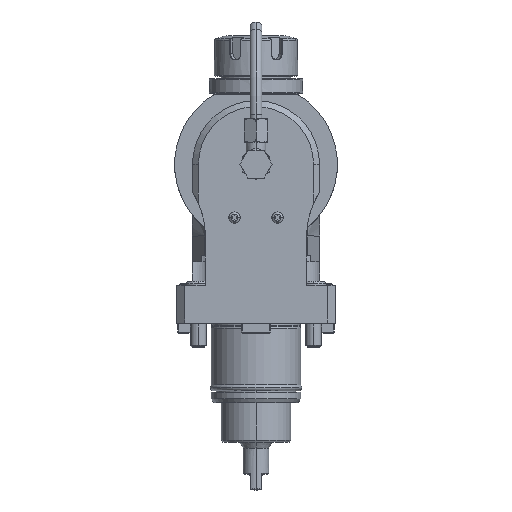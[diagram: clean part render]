
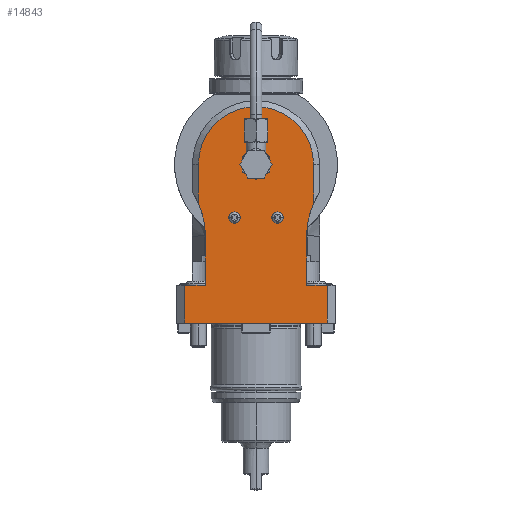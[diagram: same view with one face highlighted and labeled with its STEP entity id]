
A CAD part, top view. The second image highlights one B-rep face of the part: STEP entity #14843.
In plain terms, the highlighted planar face has unit normal (0, 0, 1).
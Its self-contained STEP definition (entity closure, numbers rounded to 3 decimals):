
#91=DIRECTION('',(-1.,0.,0.));
#92=VECTOR('',#91,72.);
#93=CARTESIAN_POINT('',(36.,-80.,40.));
#94=LINE('',#93,#92);
#374=DIRECTION('',(-1.,0.,0.));
#375=VECTOR('',#374,10.5);
#376=CARTESIAN_POINT('',(-25.5,-61.,40.));
#377=LINE('',#376,#375);
#799=DIRECTION('',(0.,1.,0.));
#800=VECTOR('',#799,19.);
#801=CARTESIAN_POINT('',(-36.,-80.,40.));
#802=LINE('',#801,#800);
#803=DIRECTION('',(0.,1.,0.));
#804=VECTOR('',#803,25.);
#805=CARTESIAN_POINT('',(-25.5,-61.,40.));
#806=LINE('',#805,#804);
#807=CARTESIAN_POINT('',(-65.5,-36.,40.));
#808=DIRECTION('',(0.,0.,1.));
#809=DIRECTION('',(1.,0.,0.));
#810=AXIS2_PLACEMENT_3D('',#807,#808,#809);
#812=CARTESIAN_POINT('',(0.,0.,40.));
#813=DIRECTION('',(0.,0.,1.));
#814=DIRECTION('',(1.,0.,0.));
#815=AXIS2_PLACEMENT_3D('',#812,#813,#814);
#817=CARTESIAN_POINT('',(65.5,-36.,40.));
#818=DIRECTION('',(0.,0.,-1.));
#819=DIRECTION('',(-1.,0.,0.));
#820=AXIS2_PLACEMENT_3D('',#817,#818,#819);
#822=DIRECTION('',(0.,-1.,0.));
#823=VECTOR('',#822,25.);
#824=CARTESIAN_POINT('',(25.5,-36.,40.));
#825=LINE('',#824,#823);
#826=DIRECTION('',(0.,-1.,0.));
#827=VECTOR('',#826,19.);
#828=CARTESIAN_POINT('',(36.,-61.,40.));
#829=LINE('',#828,#827);
#830=CARTESIAN_POINT('',(0.,0.,40.));
#831=DIRECTION('',(0.,0.,1.));
#832=DIRECTION('',(1.,0.,0.));
#833=AXIS2_PLACEMENT_3D('',#830,#831,#832);
#835=CARTESIAN_POINT('',(0.,0.,40.));
#836=DIRECTION('',(0.,0.,1.));
#837=DIRECTION('',(-1.,0.,0.));
#838=AXIS2_PLACEMENT_3D('',#835,#836,#837);
#840=CARTESIAN_POINT('',(10.864,-26.888,40.));
#841=DIRECTION('',(0.,0.,1.));
#842=DIRECTION('',(-1.,0.,0.));
#843=AXIS2_PLACEMENT_3D('',#840,#841,#842);
#845=CARTESIAN_POINT('',(10.864,-26.888,40.));
#846=DIRECTION('',(0.,0.,1.));
#847=DIRECTION('',(1.,0.,0.));
#848=AXIS2_PLACEMENT_3D('',#845,#846,#847);
#850=CARTESIAN_POINT('',(-10.864,-26.888,40.));
#851=DIRECTION('',(0.,0.,1.));
#852=DIRECTION('',(-1.,0.,0.));
#853=AXIS2_PLACEMENT_3D('',#850,#851,#852);
#855=CARTESIAN_POINT('',(-10.864,-26.888,40.));
#856=DIRECTION('',(0.,0.,1.));
#857=DIRECTION('',(1.,0.,0.));
#858=AXIS2_PLACEMENT_3D('',#855,#856,#857);
#1367=DIRECTION('',(-1.,0.,0.));
#1368=VECTOR('',#1367,10.5);
#1369=CARTESIAN_POINT('',(36.,-61.,40.));
#1370=LINE('',#1369,#1368);
#1879=DIRECTION('',(0.,-1.,0.));
#1880=VECTOR('',#1879,19.637);
#1881=CARTESIAN_POINT('',(-29.,0.,40.));
#1882=LINE('',#1881,#1880);
#1891=DIRECTION('',(0.,1.,0.));
#1892=VECTOR('',#1891,19.637);
#1893=CARTESIAN_POINT('',(29.,-19.637,40.));
#1894=LINE('',#1893,#1892);
#12072=CARTESIAN_POINT('',(29.,0.,40.));
#12073=CARTESIAN_POINT('',(-29.,0.,40.));
#12074=VERTEX_POINT('',#12072);
#12075=VERTEX_POINT('',#12073);
#12418=CARTESIAN_POINT('',(-13.714,-26.888,40.));
#12419=CARTESIAN_POINT('',(-8.014,-26.888,40.));
#12420=VERTEX_POINT('',#12418);
#12421=VERTEX_POINT('',#12419);
#12454=CARTESIAN_POINT('',(8.014,-26.888,40.));
#12455=CARTESIAN_POINT('',(13.714,-26.888,40.));
#12456=VERTEX_POINT('',#12454);
#12457=VERTEX_POINT('',#12455);
#12852=CARTESIAN_POINT('',(6.5,0.,40.));
#12853=CARTESIAN_POINT('',(-6.5,0.,40.));
#12854=VERTEX_POINT('',#12852);
#12855=VERTEX_POINT('',#12853);
#13352=CARTESIAN_POINT('',(-36.,-80.,40.));
#13354=VERTEX_POINT('',#13352);
#13365=CARTESIAN_POINT('',(36.,-80.,40.));
#13367=VERTEX_POINT('',#13365);
#13368=CARTESIAN_POINT('',(-36.,-61.,40.));
#13370=VERTEX_POINT('',#13368);
#13381=CARTESIAN_POINT('',(36.,-61.,40.));
#13383=VERTEX_POINT('',#13381);
#13464=CARTESIAN_POINT('',(25.5,-36.,40.));
#13465=CARTESIAN_POINT('',(25.5,-61.,40.));
#13466=VERTEX_POINT('',#13464);
#13467=VERTEX_POINT('',#13465);
#13468=CARTESIAN_POINT('',(29.,-19.637,40.));
#13469=VERTEX_POINT('',#13468);
#13486=CARTESIAN_POINT('',(-25.5,-61.,40.));
#13487=CARTESIAN_POINT('',(-25.5,-36.,40.));
#13488=VERTEX_POINT('',#13486);
#13489=VERTEX_POINT('',#13487);
#13490=CARTESIAN_POINT('',(-29.,-19.637,40.));
#13491=VERTEX_POINT('',#13490);
#14797=CARTESIAN_POINT('',(0.,0.,40.));
#14798=DIRECTION('',(0.,0.,1.));
#14799=DIRECTION('',(1.,0.,0.));
#14800=AXIS2_PLACEMENT_3D('',#14797,#14798,#14799);
#14801=PLANE('',#14800);
#14803=ORIENTED_EDGE('',*,*,#14802,.T.);
#14804=ORIENTED_EDGE('',*,*,#14212,.F.);
#14806=ORIENTED_EDGE('',*,*,#14805,.T.);
#14808=ORIENTED_EDGE('',*,*,#14807,.T.);
#14810=ORIENTED_EDGE('',*,*,#14809,.F.);
#14812=ORIENTED_EDGE('',*,*,#14811,.F.);
#14814=ORIENTED_EDGE('',*,*,#14813,.F.);
#14816=ORIENTED_EDGE('',*,*,#14815,.F.);
#14818=ORIENTED_EDGE('',*,*,#14817,.T.);
#14820=ORIENTED_EDGE('',*,*,#14819,.F.);
#14821=ORIENTED_EDGE('',*,*,#14788,.T.);
#14822=ORIENTED_EDGE('',*,*,#13901,.T.);
#14823=EDGE_LOOP('',(#14803,#14804,#14806,#14808,#14810,#14812,#14814,#14816,
#14818,#14820,#14821,#14822));
#14824=FACE_OUTER_BOUND('',#14823,.F.);
#14826=ORIENTED_EDGE('',*,*,#14825,.T.);
#14828=ORIENTED_EDGE('',*,*,#14827,.T.);
#14829=EDGE_LOOP('',(#14826,#14828));
#14830=FACE_BOUND('',#14829,.F.);
#14832=ORIENTED_EDGE('',*,*,#14831,.T.);
#14834=ORIENTED_EDGE('',*,*,#14833,.T.);
#14835=EDGE_LOOP('',(#14832,#14834));
#14836=FACE_BOUND('',#14835,.F.);
#14838=ORIENTED_EDGE('',*,*,#14837,.T.);
#14840=ORIENTED_EDGE('',*,*,#14839,.T.);
#14841=EDGE_LOOP('',(#14838,#14840));
#14842=FACE_BOUND('',#14841,.F.);
#811=CIRCLE('',#810,40.);
#816=CIRCLE('',#815,29.);
#821=CIRCLE('',#820,40.);
#834=CIRCLE('',#833,6.5);
#839=CIRCLE('',#838,6.5);
#844=CIRCLE('',#843,2.85);
#849=CIRCLE('',#848,2.85);
#854=CIRCLE('',#853,2.85);
#859=CIRCLE('',#858,2.85);
#13901=EDGE_CURVE('',#13367,#13354,#94,.T.);
#14212=EDGE_CURVE('',#13488,#13370,#377,.T.);
#14788=EDGE_CURVE('',#13383,#13367,#829,.T.);
#14802=EDGE_CURVE('',#13354,#13370,#802,.T.);
#14805=EDGE_CURVE('',#13488,#13489,#806,.T.);
#14807=EDGE_CURVE('',#13489,#13491,#811,.T.);
#14809=EDGE_CURVE('',#12075,#13491,#1882,.T.);
#14811=EDGE_CURVE('',#12074,#12075,#816,.T.);
#14813=EDGE_CURVE('',#13469,#12074,#1894,.T.);
#14815=EDGE_CURVE('',#13466,#13469,#821,.T.);
#14817=EDGE_CURVE('',#13466,#13467,#825,.T.);
#14819=EDGE_CURVE('',#13383,#13467,#1370,.T.);
#14825=EDGE_CURVE('',#12854,#12855,#834,.T.);
#14827=EDGE_CURVE('',#12855,#12854,#839,.T.);
#14831=EDGE_CURVE('',#12456,#12457,#844,.T.);
#14833=EDGE_CURVE('',#12457,#12456,#849,.T.);
#14837=EDGE_CURVE('',#12420,#12421,#854,.T.);
#14839=EDGE_CURVE('',#12421,#12420,#859,.T.);
#14843=ADVANCED_FACE('',(#14824,#14830,#14836,#14842),#14801,.T.);
